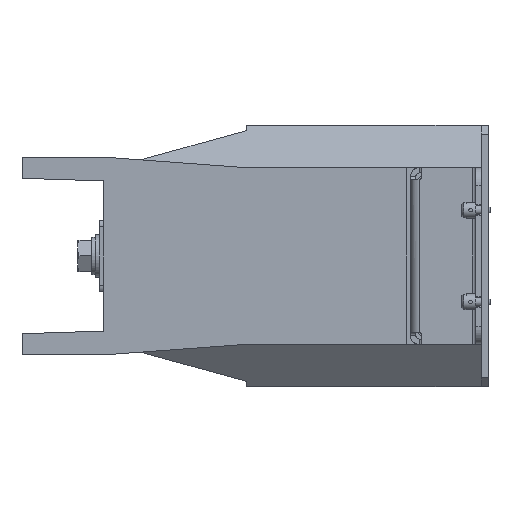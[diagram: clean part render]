
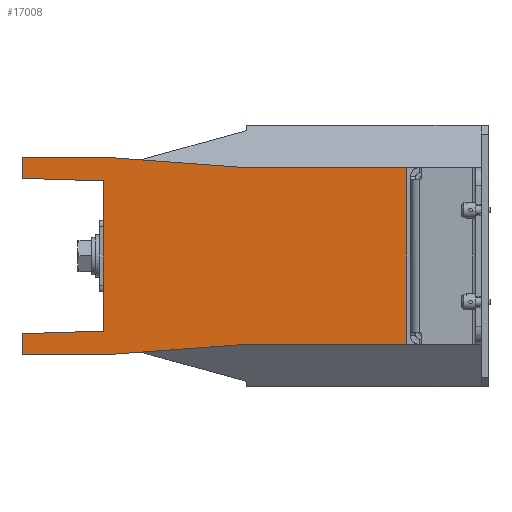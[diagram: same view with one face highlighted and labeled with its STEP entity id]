
A CAD part, left-side view. The second image highlights one B-rep face of the part: STEP entity #17008.
In plain terms, the highlighted planar face has unit normal (-1, 0, 0).
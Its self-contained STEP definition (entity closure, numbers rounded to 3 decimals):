
#38 = DIRECTION ( 'NONE',  ( 0., -0.999, -0.033 ) ) ;
#287 = LINE ( 'NONE', #8567, #9097 ) ;
#414 = VERTEX_POINT ( 'NONE', #8361 ) ;
#549 = LINE ( 'NONE', #2345, #24297 ) ;
#2019 = LINE ( 'NONE', #32614, #2942 ) ;
#2345 = CARTESIAN_POINT ( 'NONE',  ( -197.5, 214., -56. ) ) ;
#2552 = VERTEX_POINT ( 'NONE', #3925 ) ;
#2942 = VECTOR ( 'NONE', #11682, 1000. ) ;
#3178 = CARTESIAN_POINT ( 'NONE',  ( -197.5, 133., -50. ) ) ;
#3925 = CARTESIAN_POINT ( 'NONE',  ( -197.5, 42., -50. ) ) ;
#4582 = CARTESIAN_POINT ( 'NONE',  ( -197.5, 260., -56. ) ) ;
#4698 = ORIENTED_EDGE ( 'NONE', *, *, #12893, .T. ) ;
#4887 = CARTESIAN_POINT ( 'NONE',  ( -197.5, 214., 56. ) ) ;
#5099 = LINE ( 'NONE', #11976, #20920 ) ;
#5348 = DIRECTION ( 'NONE',  ( 0., -1., 0. ) ) ;
#6078 = LINE ( 'NONE', #14374, #7004 ) ;
#6458 = CARTESIAN_POINT ( 'NONE',  ( -197.5, 133., 50. ) ) ;
#6675 = VERTEX_POINT ( 'NONE', #3178 ) ;
#7004 = VECTOR ( 'NONE', #35307, 1000. ) ;
#7838 = CARTESIAN_POINT ( 'NONE',  ( -197.5, 260., 56. ) ) ;
#8284 = CARTESIAN_POINT ( 'NONE',  ( -197.5, 214., -42.5 ) ) ;
#8361 = CARTESIAN_POINT ( 'NONE',  ( -197.5, 214., -56. ) ) ;
#8493 = VERTEX_POINT ( 'NONE', #4887 ) ;
#8567 = CARTESIAN_POINT ( 'NONE',  ( -197.5, 260., -56. ) ) ;
#8574 = VECTOR ( 'NONE', #19359, 1000. ) ;
#9097 = VECTOR ( 'NONE', #29472, 1000. ) ;
#9643 = LINE ( 'NONE', #34854, #33525 ) ;
#9800 = CARTESIAN_POINT ( 'NONE',  ( -197.5, 214., -50. ) ) ;
#10465 = ORIENTED_EDGE ( 'NONE', *, *, #24386, .F. ) ;
#10795 = AXIS2_PLACEMENT_3D ( 'NONE', #11376, #38296, #20380 ) ;
#10847 = DIRECTION ( 'NONE',  ( 0., 0., -1. ) ) ;
#10977 = VERTEX_POINT ( 'NONE', #16930 ) ;
#11135 = VERTEX_POINT ( 'NONE', #20684 ) ;
#11376 = CARTESIAN_POINT ( 'NONE',  ( -197.5, 0., 0. ) ) ;
#11682 = DIRECTION ( 'NONE',  ( 0., 1., 0. ) ) ;
#11976 = CARTESIAN_POINT ( 'NONE',  ( -197.5, 214., 42.5 ) ) ;
#12732 = CARTESIAN_POINT ( 'NONE',  ( -197.5, 214., 42.5 ) ) ;
#12750 = EDGE_CURVE ( 'NONE', #414, #6675, #23705, .T. ) ;
#12893 = EDGE_CURVE ( 'NONE', #31053, #14929, #5099, .T. ) ;
#13284 = VERTEX_POINT ( 'NONE', #8284 ) ;
#13289 = LINE ( 'NONE', #7838, #28255 ) ;
#13453 = CARTESIAN_POINT ( 'NONE',  ( -197.5, 260., 56. ) ) ;
#13531 = ORIENTED_EDGE ( 'NONE', *, *, #21978, .F. ) ;
#13831 = LINE ( 'NONE', #6458, #21814 ) ;
#13941 = ORIENTED_EDGE ( 'NONE', *, *, #31125, .F. ) ;
#14002 = EDGE_CURVE ( 'NONE', #10977, #8493, #13831, .T. ) ;
#14374 = CARTESIAN_POINT ( 'NONE',  ( -197.5, 42., -50. ) ) ;
#14929 = VERTEX_POINT ( 'NONE', #12732 ) ;
#15626 = EDGE_CURVE ( 'NONE', #17306, #31053, #13289, .T. ) ;
#15684 = VECTOR ( 'NONE', #21819, 1000. ) ;
#15815 = VECTOR ( 'NONE', #29108, 1000. ) ;
#16571 = DIRECTION ( 'NONE',  ( 0., -1., 0. ) ) ;
#16930 = CARTESIAN_POINT ( 'NONE',  ( -197.5, 133., 50. ) ) ;
#17008 = ADVANCED_FACE ( 'NONE', ( #38050 ), #23252, .F. ) ;
#17306 = VERTEX_POINT ( 'NONE', #13453 ) ;
#18169 = VECTOR ( 'NONE', #37240, 1000. ) ;
#18402 = EDGE_CURVE ( 'NONE', #36223, #2552, #6078, .T. ) ;
#18510 = ORIENTED_EDGE ( 'NONE', *, *, #14002, .T. ) ;
#18953 = ORIENTED_EDGE ( 'NONE', *, *, #23093, .T. ) ;
#19359 = DIRECTION ( 'NONE',  ( 0., 0.999, -0.033 ) ) ;
#20106 = CARTESIAN_POINT ( 'NONE',  ( -197.5, 214., -56. ) ) ;
#20380 = DIRECTION ( 'NONE',  ( 0., 0., -1. ) ) ;
#20390 = ORIENTED_EDGE ( 'NONE', *, *, #15626, .T. ) ;
#20684 = CARTESIAN_POINT ( 'NONE',  ( -197.5, 260., -44. ) ) ;
#20920 = VECTOR ( 'NONE', #38, 1000. ) ;
#21814 = VECTOR ( 'NONE', #27311, 1000. ) ;
#21819 = DIRECTION ( 'NONE',  ( 0., 0., 1. ) ) ;
#21978 = EDGE_CURVE ( 'NONE', #13284, #14929, #23583, .T. ) ;
#22237 = CARTESIAN_POINT ( 'NONE',  ( -197.5, 260., -44. ) ) ;
#22259 = EDGE_CURVE ( 'NONE', #11135, #35115, #287, .T. ) ;
#22318 = CARTESIAN_POINT ( 'NONE',  ( -197.5, 260., 44. ) ) ;
#22611 = EDGE_LOOP ( 'NONE', ( #13941, #18510, #27066, #20390, #4698, #13531, #18953, #28203, #31099, #36894, #10465, #31573 ) ) ;
#23093 = EDGE_CURVE ( 'NONE', #13284, #11135, #32437, .T. ) ;
#23252 = PLANE ( 'NONE',  #10795 ) ;
#23583 = LINE ( 'NONE', #9800, #15684 ) ;
#23705 = LINE ( 'NONE', #20106, #15815 ) ;
#23846 = CARTESIAN_POINT ( 'NONE',  ( -197.5, 42., 50. ) ) ;
#24297 = VECTOR ( 'NONE', #5348, 1000. ) ;
#24386 = EDGE_CURVE ( 'NONE', #2552, #6675, #2019, .T. ) ;
#27066 = ORIENTED_EDGE ( 'NONE', *, *, #28359, .T. ) ;
#27311 = DIRECTION ( 'NONE',  ( 0., 0.997, 0.074 ) ) ;
#28203 = ORIENTED_EDGE ( 'NONE', *, *, #22259, .T. ) ;
#28255 = VECTOR ( 'NONE', #10847, 1000. ) ;
#28359 = EDGE_CURVE ( 'NONE', #8493, #17306, #34110, .T. ) ;
#29108 = DIRECTION ( 'NONE',  ( 0., -0.997, 0.074 ) ) ;
#29472 = DIRECTION ( 'NONE',  ( 0., 0., -1. ) ) ;
#31053 = VERTEX_POINT ( 'NONE', #22318 ) ;
#31099 = ORIENTED_EDGE ( 'NONE', *, *, #35210, .T. ) ;
#31125 = EDGE_CURVE ( 'NONE', #10977, #36223, #9643, .T. ) ;
#31207 = CARTESIAN_POINT ( 'NONE',  ( -197.5, 214., 56. ) ) ;
#31573 = ORIENTED_EDGE ( 'NONE', *, *, #18402, .F. ) ;
#32437 = LINE ( 'NONE', #22237, #8574 ) ;
#32614 = CARTESIAN_POINT ( 'NONE',  ( -197.5, 214., -50. ) ) ;
#33525 = VECTOR ( 'NONE', #16571, 1000. ) ;
#34110 = LINE ( 'NONE', #31207, #18169 ) ;
#34854 = CARTESIAN_POINT ( 'NONE',  ( -197.5, 214., 50. ) ) ;
#35115 = VERTEX_POINT ( 'NONE', #4582 ) ;
#35210 = EDGE_CURVE ( 'NONE', #35115, #414, #549, .T. ) ;
#35307 = DIRECTION ( 'NONE',  ( 0., 0., -1. ) ) ;
#36223 = VERTEX_POINT ( 'NONE', #23846 ) ;
#36894 = ORIENTED_EDGE ( 'NONE', *, *, #12750, .T. ) ;
#37240 = DIRECTION ( 'NONE',  ( 0., 1., 0. ) ) ;
#38050 = FACE_OUTER_BOUND ( 'NONE', #22611, .T. ) ;
#38296 = DIRECTION ( 'NONE',  ( 1., 0., 0. ) ) ;
